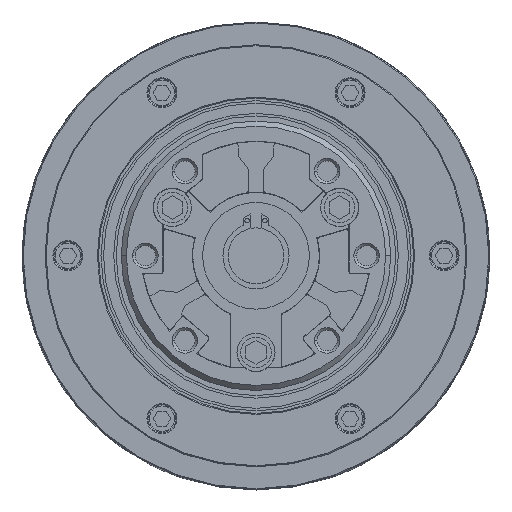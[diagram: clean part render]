
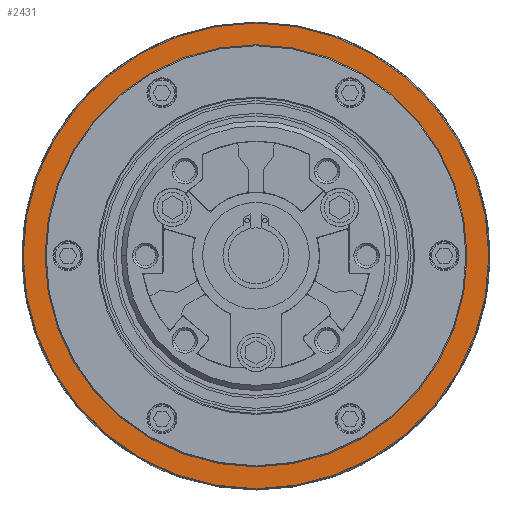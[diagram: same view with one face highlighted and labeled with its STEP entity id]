
A CAD part, top view. The second image highlights one B-rep face of the part: STEP entity #2431.
In plain terms, the highlighted planar face has unit normal (0, 0, 1).
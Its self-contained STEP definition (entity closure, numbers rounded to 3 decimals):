
#415 = CIRCLE ( 'NONE', #16720, 45.8 ) ;
#593 = CARTESIAN_POINT ( 'NONE',  ( -41.5, 0., 31. ) ) ;
#1580 = AXIS2_PLACEMENT_3D ( 'NONE', #4312, #14600, #13073 ) ;
#1694 = DIRECTION ( 'NONE',  ( 1., 0., 0. ) ) ;
#2018 = DIRECTION ( 'NONE',  ( 1., 0., 0. ) ) ;
#2431 = ADVANCED_FACE ( 'NONE', ( #11642, #11472 ), #16671, .T. ) ;
#2784 = AXIS2_PLACEMENT_3D ( 'NONE', #16840, #13010, #5207 ) ;
#3313 = CARTESIAN_POINT ( 'NONE',  ( 0., 0., 31. ) ) ;
#3494 = CIRCLE ( 'NONE', #1580, 41.5 ) ;
#3742 = ORIENTED_EDGE ( 'NONE', *, *, #14503, .F. ) ;
#4312 = CARTESIAN_POINT ( 'NONE',  ( 0., 0., 31. ) ) ;
#4351 = VERTEX_POINT ( 'NONE', #14026 ) ;
#4455 = ORIENTED_EDGE ( 'NONE', *, *, #6796, .T. ) ;
#5207 = DIRECTION ( 'NONE',  ( 1., 0., 0. ) ) ;
#5236 = DIRECTION ( 'NONE',  ( 0., 0., 1. ) ) ;
#5540 = CARTESIAN_POINT ( 'NONE',  ( -45.8, 0., 31. ) ) ;
#6091 = CARTESIAN_POINT ( 'NONE',  ( 45.8, 0., 31. ) ) ;
#6796 = EDGE_CURVE ( 'NONE', #11045, #13254, #415, .T. ) ;
#7048 = CARTESIAN_POINT ( 'NONE',  ( 0., 0., 31. ) ) ;
#7939 = DIRECTION ( 'NONE',  ( 1., 0., 0. ) ) ;
#8174 = AXIS2_PLACEMENT_3D ( 'NONE', #7048, #13677, #2018 ) ;
#8469 = ORIENTED_EDGE ( 'NONE', *, *, #8556, .F. ) ;
#8556 = EDGE_CURVE ( 'NONE', #4351, #14921, #16461, .T. ) ;
#9133 = CARTESIAN_POINT ( 'NONE',  ( 0., 0., 31. ) ) ;
#9932 = AXIS2_PLACEMENT_3D ( 'NONE', #3313, #16152, #1694 ) ;
#11045 = VERTEX_POINT ( 'NONE', #5540 ) ;
#11472 = FACE_BOUND ( 'NONE', #15477, .T. ) ;
#11642 = FACE_OUTER_BOUND ( 'NONE', #16273, .T. ) ;
#13010 = DIRECTION ( 'NONE',  ( 0., 0., 1. ) ) ;
#13073 = DIRECTION ( 'NONE',  ( 1., 0., 0. ) ) ;
#13254 = VERTEX_POINT ( 'NONE', #6091 ) ;
#13677 = DIRECTION ( 'NONE',  ( 0., 0., 1. ) ) ;
#13809 = EDGE_CURVE ( 'NONE', #13254, #11045, #15510, .T. ) ;
#14026 = CARTESIAN_POINT ( 'NONE',  ( 41.5, 0., 31. ) ) ;
#14408 = ORIENTED_EDGE ( 'NONE', *, *, #13809, .T. ) ;
#14503 = EDGE_CURVE ( 'NONE', #14921, #4351, #3494, .T. ) ;
#14600 = DIRECTION ( 'NONE',  ( 0., 0., 1. ) ) ;
#14921 = VERTEX_POINT ( 'NONE', #593 ) ;
#15477 = EDGE_LOOP ( 'NONE', ( #3742, #8469 ) ) ;
#15510 = CIRCLE ( 'NONE', #8174, 45.8 ) ;
#16152 = DIRECTION ( 'NONE',  ( 0., 0., 1. ) ) ;
#16273 = EDGE_LOOP ( 'NONE', ( #4455, #14408 ) ) ;
#16461 = CIRCLE ( 'NONE', #9932, 41.5 ) ;
#16671 = PLANE ( 'NONE',  #2784 ) ;
#16720 = AXIS2_PLACEMENT_3D ( 'NONE', #9133, #5236, #7939 ) ;
#16840 = CARTESIAN_POINT ( 'NONE',  ( 0., 0., 31. ) ) ;
